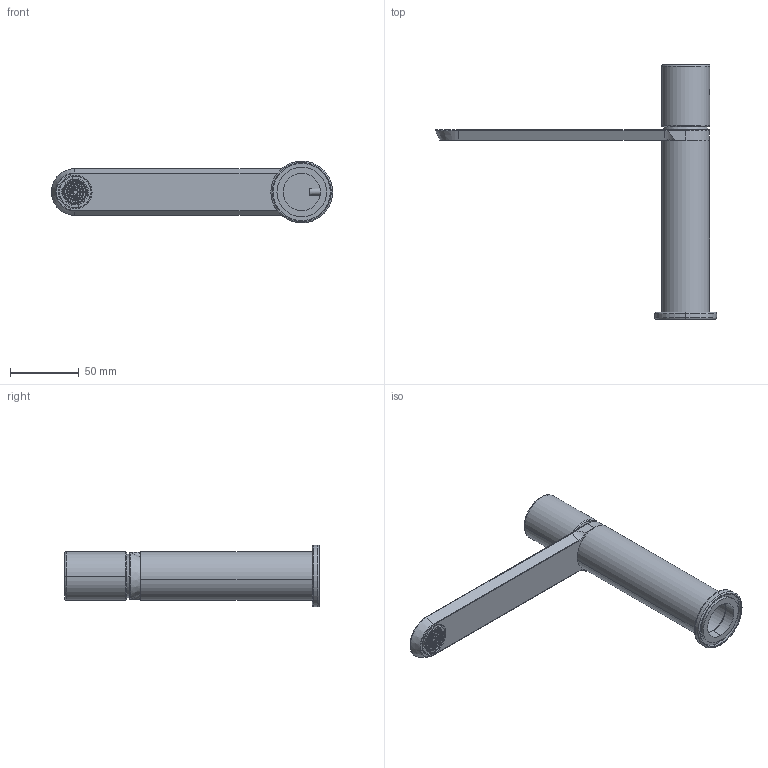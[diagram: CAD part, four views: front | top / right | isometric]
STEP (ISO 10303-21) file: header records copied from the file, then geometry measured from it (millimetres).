
FILE_DESCRIPTION (( 'STEP AP214' ), '1' );
FILE_NAME ('24030LO.STEP', '2023-09-14T06:55:06', ( '' ), ( '' ), 'SwSTEP 2.0', 'SolidWorks 2018', '' );
FILE_SCHEMA (( 'AUTOMOTIVE_DESIGN' ));
Length unit declared in the file: millimetre
Products named in the file (1): 24030LO
Bounding box: 204.42 x 185.06 x 44.9 mm (x, y, z)
Surface area: 49300.5 mm2 (no closed solid volume)
Topology: 0 solids, 7 shells, 241 faces, 673 edges, 444 vertices
Faces by surface type: cylinder 190, plane 29, torus 11, bspline 6, cone 5
Entity records: 10814 total; most frequent: CARTESIAN_POINT 1637, DIRECTION 1528, ORIENTED_EDGE 1178, EDGE_CURVE 673, AXIS2_PLACEMENT_3D 643, VERTEX_POINT 444, CIRCLE 407, EDGE_LOOP 323
